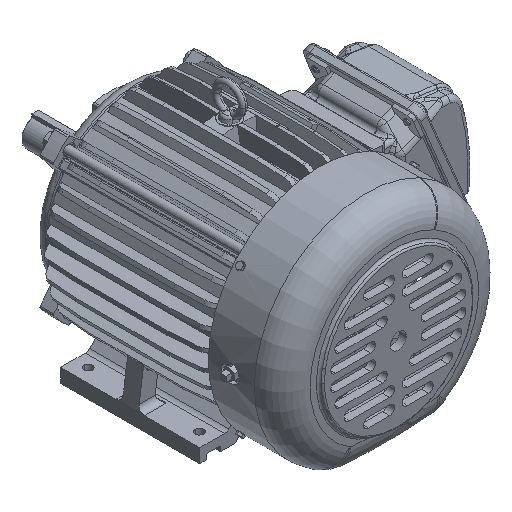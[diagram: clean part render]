
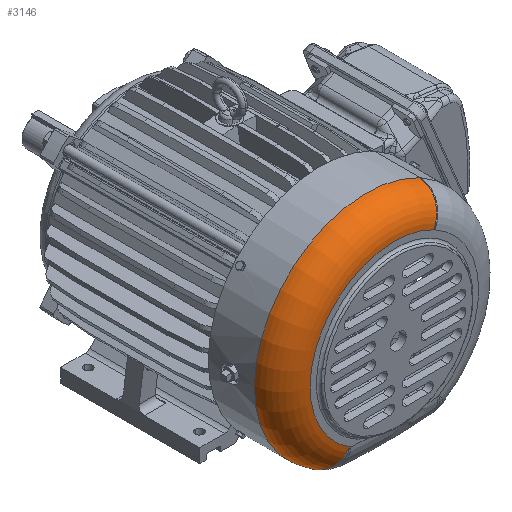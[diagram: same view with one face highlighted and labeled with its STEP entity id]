
A CAD part, isometric view. The second image highlights one B-rep face of the part: STEP entity #3146.
In plain terms, the highlighted toroidal (fillet/blend) face has major radius 106 mm and minor radius 35 mm.
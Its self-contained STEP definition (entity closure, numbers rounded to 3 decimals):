
#2370=CARTESIAN_POINT('Vertex',(-75.287,-172.,-119.218)) ;
#2373=CARTESIAN_POINT('Axis2P3D Location',(0.,-172.,0.)) ;
#2377=CARTESIAN_POINT('Vertex',(65.961,-172.,124.62)) ;
#3116=CARTESIAN_POINT('Axis2P3D Location',(0.,-172.,0.)) ;
#3121=CARTESIAN_POINT('Axis2P3D Location',(49.588,-172.,93.686)) ;
#3125=CARTESIAN_POINT('Vertex',(49.588,-207.,93.686)) ;
#3128=CARTESIAN_POINT('Axis2P3D Location',(-56.598,-172.,-89.625)) ;
#3132=CARTESIAN_POINT('Vertex',(-56.598,-207.,-89.625)) ;
#3135=CARTESIAN_POINT('Axis2P3D Location',(0.,-207.,0.)) ;
#2374=DIRECTION('Axis2P3D Direction',(-0.,1.,0.)) ;
#3117=DIRECTION('Axis2P3D Direction',(0.,1.,0.)) ;
#3118=DIRECTION('Axis2P3D XDirection',(-0.468,0.,-0.884)) ;
#3122=DIRECTION('Axis2P3D Direction',(-0.884,0.,0.468)) ;
#3129=DIRECTION('Axis2P3D Direction',(0.846,0.,-0.534)) ;
#3136=DIRECTION('Axis2P3D Direction',(0.,1.,0.)) ;
#2375=AXIS2_PLACEMENT_3D('Circle Axis2P3D',#2373,#2374,$) ;
#3119=AXIS2_PLACEMENT_3D('Torus Axis2P3D',#3116,#3117,#3118) ;
#3123=AXIS2_PLACEMENT_3D('Circle Axis2P3D',#3121,#3122,$) ;
#3130=AXIS2_PLACEMENT_3D('Circle Axis2P3D',#3128,#3129,$) ;
#3137=AXIS2_PLACEMENT_3D('Circle Axis2P3D',#3135,#3136,$) ;
#3141=ORIENTED_EDGE('',*,*,#3127,.T.) ;
#3142=ORIENTED_EDGE('',*,*,#2379,.F.) ;
#3143=ORIENTED_EDGE('',*,*,#3134,.T.) ;
#3144=ORIENTED_EDGE('',*,*,#3139,.T.) ;
#3146=ADVANCED_FACE('Brep With Voids',(#3145),#3120,.T.) ;
#2376=CIRCLE('generated circle',#2375,141.) ;
#3124=CIRCLE('generated circle',#3123,35.) ;
#3131=CIRCLE('generated circle',#3130,35.) ;
#3138=CIRCLE('generated circle',#3137,106.) ;
#3120=TOROIDAL_SURFACE('homeo Torus',#3119,106.,35.) ;
#2379=EDGE_CURVE('',#2371,#2378,#2376,.T.) ;
#3127=EDGE_CURVE('',#3126,#2378,#3124,.T.) ;
#3134=EDGE_CURVE('',#2371,#3133,#3131,.F.) ;
#3139=EDGE_CURVE('',#3133,#3126,#3138,.T.) ;
#3140=EDGE_LOOP('',(#3141,#3142,#3143,#3144)) ;
#3145=FACE_OUTER_BOUND('',#3140,.T.) ;
#2371=VERTEX_POINT('',#2370) ;
#2378=VERTEX_POINT('',#2377) ;
#3126=VERTEX_POINT('',#3125) ;
#3133=VERTEX_POINT('',#3132) ;
